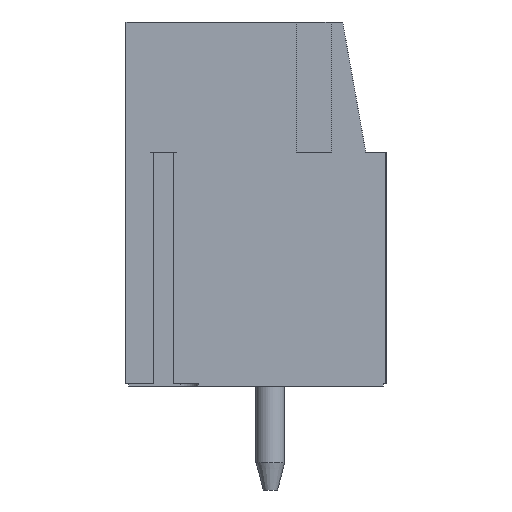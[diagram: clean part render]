
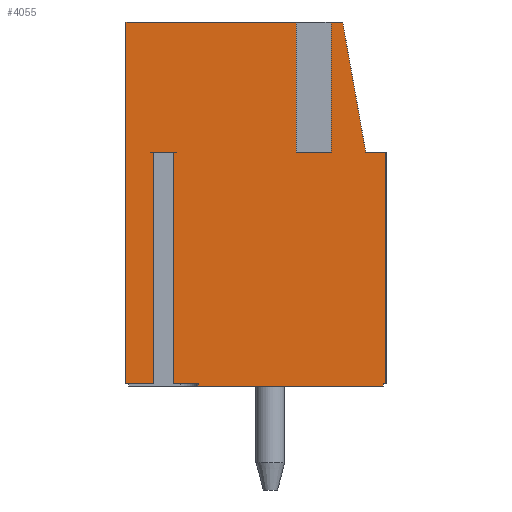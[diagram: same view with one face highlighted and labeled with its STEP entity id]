
A CAD part, left-side view. The second image highlights one B-rep face of the part: STEP entity #4055.
In plain terms, the highlighted planar face has unit normal (-1, 0, 0).
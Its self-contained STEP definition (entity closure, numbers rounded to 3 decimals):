
#729=ORIENTED_EDGE('',*,*,#1718,.F.);
#730=ORIENTED_EDGE('',*,*,#1719,.T.);
#731=ORIENTED_EDGE('',*,*,#1720,.T.);
#732=ORIENTED_EDGE('',*,*,#1629,.F.);
#733=ORIENTED_EDGE('',*,*,#1721,.T.);
#734=ORIENTED_EDGE('',*,*,#1677,.T.);
#735=ORIENTED_EDGE('',*,*,#1722,.F.);
#736=ORIENTED_EDGE('',*,*,#1723,.F.);
#737=ORIENTED_EDGE('',*,*,#1724,.T.);
#738=ORIENTED_EDGE('',*,*,#1703,.T.);
#739=ORIENTED_EDGE('',*,*,#1725,.F.);
#740=ORIENTED_EDGE('',*,*,#1726,.F.);
#741=ORIENTED_EDGE('',*,*,#1727,.T.);
#742=ORIENTED_EDGE('',*,*,#1668,.T.);
#743=ORIENTED_EDGE('',*,*,#1728,.F.);
#744=ORIENTED_EDGE('',*,*,#1729,.T.);
#745=ORIENTED_EDGE('',*,*,#1730,.T.);
#746=ORIENTED_EDGE('',*,*,#1633,.F.);
#1629=EDGE_CURVE('',#2149,#2150,#2527,.T.);
#1633=EDGE_CURVE('',#2153,#2154,#2531,.T.);
#1668=EDGE_CURVE('',#2186,#2185,#2561,.T.);
#1677=EDGE_CURVE('',#2195,#2194,#2569,.T.);
#1703=EDGE_CURVE('',#2221,#2219,#2592,.T.);
#1718=EDGE_CURVE('',#2230,#2153,#2607,.T.);
#1719=EDGE_CURVE('',#2230,#2231,#2608,.T.);
#1720=EDGE_CURVE('',#2231,#2150,#2609,.T.);
#1721=EDGE_CURVE('',#2149,#2195,#2610,.T.);
#1722=EDGE_CURVE('',#2232,#2194,#2611,.T.);
#1723=EDGE_CURVE('',#2233,#2232,#2612,.T.);
#1724=EDGE_CURVE('',#2233,#2221,#2613,.T.);
#1725=EDGE_CURVE('',#2234,#2219,#2614,.T.);
#1726=EDGE_CURVE('',#2235,#2234,#2615,.T.);
#1727=EDGE_CURVE('',#2235,#2186,#2616,.T.);
#1728=EDGE_CURVE('',#2236,#2185,#2617,.T.);
#1729=EDGE_CURVE('',#2236,#2237,#2618,.T.);
#1730=EDGE_CURVE('',#2237,#2154,#2619,.T.);
#2149=VERTEX_POINT('',#6584);
#2150=VERTEX_POINT('',#6586);
#2153=VERTEX_POINT('',#6592);
#2154=VERTEX_POINT('',#6594);
#2185=VERTEX_POINT('',#6662);
#2186=VERTEX_POINT('',#6664);
#2194=VERTEX_POINT('',#6680);
#2195=VERTEX_POINT('',#6682);
#2219=VERTEX_POINT('',#6732);
#2221=VERTEX_POINT('',#6735);
#2230=VERTEX_POINT('',#6761);
#2231=VERTEX_POINT('',#6763);
#2232=VERTEX_POINT('',#6767);
#2233=VERTEX_POINT('',#6769);
#2234=VERTEX_POINT('',#6772);
#2235=VERTEX_POINT('',#6774);
#2236=VERTEX_POINT('',#6777);
#2237=VERTEX_POINT('',#6779);
#2527=LINE('',#6585,#2944);
#2531=LINE('',#6593,#2948);
#2561=LINE('',#6663,#2978);
#2569=LINE('',#6681,#2986);
#2592=LINE('',#6734,#3009);
#2607=LINE('',#6760,#3024);
#2608=LINE('',#6762,#3025);
#2609=LINE('',#6764,#3026);
#2610=LINE('',#6765,#3027);
#2611=LINE('',#6766,#3028);
#2612=LINE('',#6768,#3029);
#2613=LINE('',#6770,#3030);
#2614=LINE('',#6771,#3031);
#2615=LINE('',#6773,#3032);
#2616=LINE('',#6775,#3033);
#2617=LINE('',#6776,#3034);
#2618=LINE('',#6778,#3035);
#2619=LINE('',#6780,#3036);
#2944=VECTOR('',#5351,1000.);
#2948=VECTOR('',#5355,1000.);
#2978=VECTOR('',#5401,1000.);
#2986=VECTOR('',#5411,1000.);
#3009=VECTOR('',#5442,1000.);
#3024=VECTOR('',#5461,1000.);
#3025=VECTOR('',#5462,1000.);
#3026=VECTOR('',#5463,1000.);
#3027=VECTOR('',#5464,1000.);
#3028=VECTOR('',#5465,1000.);
#3029=VECTOR('',#5466,1000.);
#3030=VECTOR('',#5467,1000.);
#3031=VECTOR('',#5468,1000.);
#3032=VECTOR('',#5469,1000.);
#3033=VECTOR('',#5470,1000.);
#3034=VECTOR('',#5471,1000.);
#3035=VECTOR('',#5472,1000.);
#3036=VECTOR('',#5473,1000.);
#3330=EDGE_LOOP('',(#729,#730,#731,#732,#733,#734,#735,#736,#737,#738,#739,
#740,#741,#742,#743,#744,#745,#746));
#3622=FACE_BOUND('',#3330,.T.);
#3874=PLANE('',#4719);
#4055=ADVANCED_FACE('',(#3622),#3874,.F.);
#4719=AXIS2_PLACEMENT_3D('',#6759,#5459,#5460);
#5351=DIRECTION('',(0.,-1.,0.));
#5355=DIRECTION('',(0.,-1.,0.));
#5401=DIRECTION('',(0.,-1.,0.));
#5411=DIRECTION('',(0.,-1.,0.));
#5442=DIRECTION('',(0.,-1.,0.));
#5459=DIRECTION('',(1.,0.,0.));
#5460=DIRECTION('',(0.,0.,-1.));
#5461=DIRECTION('',(0.,0.,1.));
#5462=DIRECTION('',(0.,1.,0.));
#5463=DIRECTION('',(0.,0.,1.));
#5464=DIRECTION('',(0.,0.,-1.));
#5465=DIRECTION('',(0.,0.,-1.));
#5466=DIRECTION('',(0.,1.,0.));
#5467=DIRECTION('',(0.,0.,-1.));
#5468=DIRECTION('',(0.,0.,1.));
#5469=DIRECTION('',(0.,1.,0.));
#5470=DIRECTION('',(0.,0.,1.));
#5471=DIRECTION('',(0.,0.,-1.));
#5472=DIRECTION('',(0.,1.,0.));
#5473=DIRECTION('',(0.,0.175,0.985));
#6584=CARTESIAN_POINT('',(-7.5,5.,12.5));
#6585=CARTESIAN_POINT('',(-7.5,5.,12.5));
#6586=CARTESIAN_POINT('',(-7.5,-1.15,12.5));
#6592=CARTESIAN_POINT('',(-7.5,-1.85,12.5));
#6593=CARTESIAN_POINT('',(-7.5,5.,12.5));
#6594=CARTESIAN_POINT('',(-7.5,-2.5,12.5));
#6662=CARTESIAN_POINT('',(-7.5,-4.,0.));
#6663=CARTESIAN_POINT('',(-7.5,5.,0.));
#6664=CARTESIAN_POINT('',(-7.5,-3.9,0.));
#6680=CARTESIAN_POINT('',(-7.5,4.05,0.));
#6681=CARTESIAN_POINT('',(-7.5,5.,0.));
#6682=CARTESIAN_POINT('',(-7.5,5.,0.));
#6732=CARTESIAN_POINT('',(-7.5,2.5,0.));
#6734=CARTESIAN_POINT('',(-7.5,5.,0.));
#6735=CARTESIAN_POINT('',(-7.5,3.35,0.));
#6759=CARTESIAN_POINT('',(-7.5,5.,12.5));
#6760=CARTESIAN_POINT('',(-7.5,-1.85,8.));
#6761=CARTESIAN_POINT('',(-7.5,-1.85,8.));
#6762=CARTESIAN_POINT('',(-7.5,-1.85,8.));
#6763=CARTESIAN_POINT('',(-7.5,-1.15,8.));
#6764=CARTESIAN_POINT('',(-7.5,-1.15,8.));
#6765=CARTESIAN_POINT('',(-7.5,5.,12.5));
#6766=CARTESIAN_POINT('',(-7.5,4.05,8.));
#6767=CARTESIAN_POINT('',(-7.5,4.05,8.));
#6768=CARTESIAN_POINT('',(-7.5,3.35,8.));
#6769=CARTESIAN_POINT('',(-7.5,3.35,8.));
#6770=CARTESIAN_POINT('',(-7.5,3.35,8.));
#6771=CARTESIAN_POINT('',(-7.5,2.5,-0.1));
#6772=CARTESIAN_POINT('',(-7.5,2.5,-0.1));
#6773=CARTESIAN_POINT('',(-7.5,-3.9,-0.1));
#6774=CARTESIAN_POINT('',(-7.5,-3.9,-0.1));
#6775=CARTESIAN_POINT('',(-7.5,-3.9,-0.1));
#6776=CARTESIAN_POINT('',(-7.5,-4.,12.5));
#6777=CARTESIAN_POINT('',(-7.5,-4.,8.));
#6778=CARTESIAN_POINT('',(-7.5,5.,8.));
#6779=CARTESIAN_POINT('',(-7.5,-3.3,8.));
#6780=CARTESIAN_POINT('',(-7.5,-2.27,13.792));
